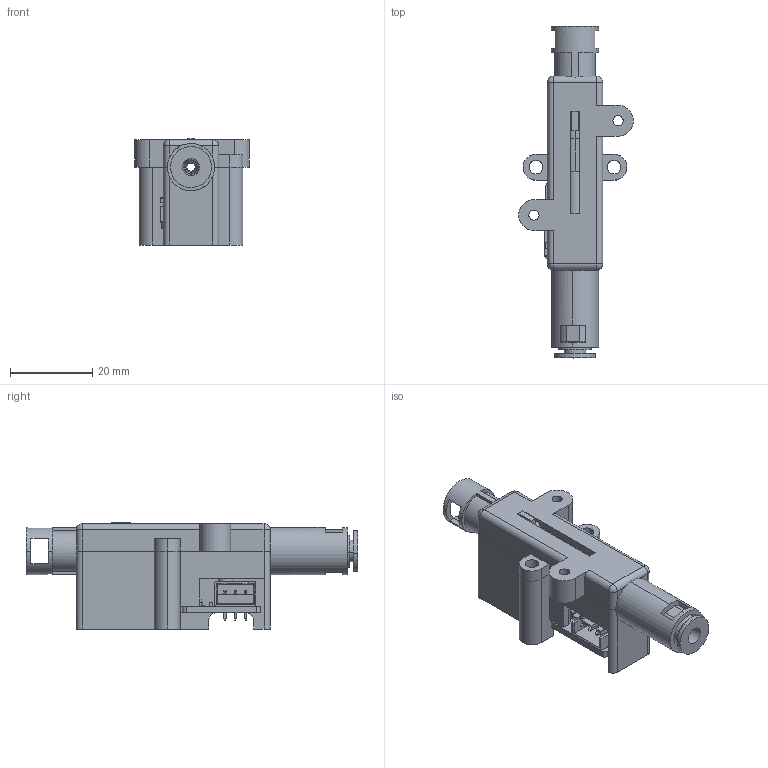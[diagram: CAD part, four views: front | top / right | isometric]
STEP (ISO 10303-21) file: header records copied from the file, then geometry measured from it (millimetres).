
FILE_DESCRIPTION(/* description */ (''),/* implementation_level */ '2;1');
FILE_NAME(/* name */ '光电缠料装配体_step.stp',/* time_stamp */ '2025-05-04T11:31:11+08:00',/* author */ (''),/* organization */ (''),/* preprocessor_version */ 'ST-DEVELOPER v16.7',/* originating_system */ 'SIEMENS PLM Software NX 12.0',/* authorisation */ '');
FILE_SCHEMA (('AUTOMOTIVE_DESIGN { 1 0 10303 214 3 1 1 1 }'));
Length unit declared in the file: millimetre
Products named in the file (1): Admi5370A9BEpt0s
Bounding box: 28 x 80.9 x 25.85 mm (x, y, z)
Volume: 11880.5 mm3; surface area: 14280.5 mm2
Topology: 14 solids, 14 shells, 922 faces, 2458 edges, 1595 vertices
Faces by surface type: plane 593, cylinder 211, bspline 102, torus 8, cone 4, sphere 4
Entity records: 29225 total; most frequent: CARTESIAN_POINT 6343, ORIENTED_EDGE 4908, DIRECTION 4390, EDGE_CURVE 2454, LINE 1758, VECTOR 1758, VERTEX_POINT 1595, AXIS2_PLACEMENT_3D 1316
